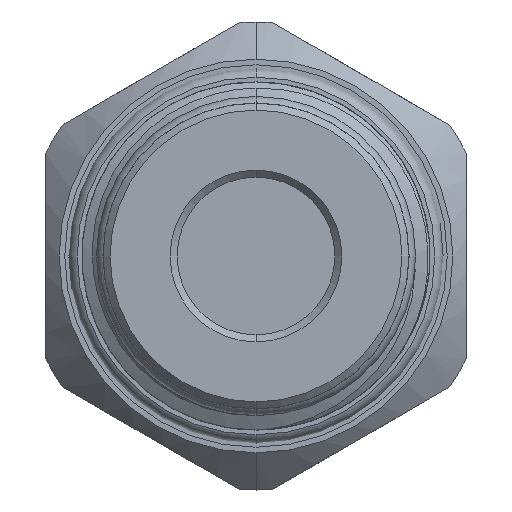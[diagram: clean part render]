
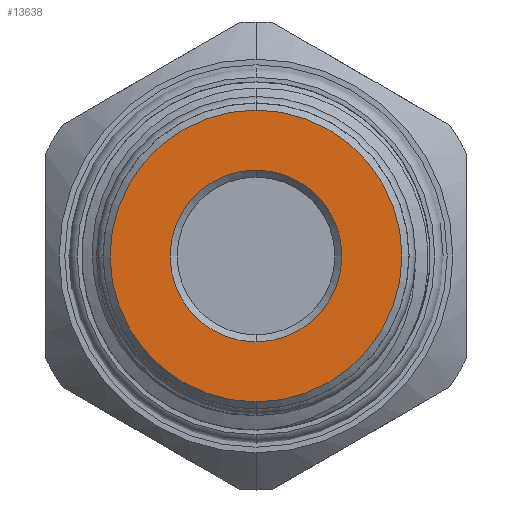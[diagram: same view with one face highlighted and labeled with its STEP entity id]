
A CAD part, left-side view. The second image highlights one B-rep face of the part: STEP entity #13638.
In plain terms, the highlighted planar face has unit normal (-1, 0, 0).
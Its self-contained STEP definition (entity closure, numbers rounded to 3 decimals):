
#297 = VERTEX_POINT ( 'NONE', #7739 ) ;
#399 = CIRCLE ( 'NONE', #10694, 4.9 ) ;
#476 = VERTEX_POINT ( 'NONE', #9605 ) ;
#1419 = FACE_OUTER_BOUND ( 'NONE', #10903, .T. ) ;
#1733 = CIRCLE ( 'NONE', #4269, 8.325 ) ;
#1793 = PLANE ( 'NONE',  #5171 ) ;
#2385 = EDGE_LOOP ( 'NONE', ( #3474, #13926 ) ) ;
#2795 = EDGE_CURVE ( 'NONE', #10813, #476, #1733, .T. ) ;
#2817 = FACE_BOUND ( 'NONE', #2385, .T. ) ;
#3098 = VERTEX_POINT ( 'NONE', #7021 ) ;
#3474 = ORIENTED_EDGE ( 'NONE', *, *, #9723, .T. ) ;
#3626 = DIRECTION ( 'NONE',  ( 0., 0., 1. ) ) ;
#3961 = CARTESIAN_POINT ( 'NONE',  ( -73.054, 0., -8.325 ) ) ;
#4269 = AXIS2_PLACEMENT_3D ( 'NONE', #9170, #11340, #3626 ) ;
#4965 = CIRCLE ( 'NONE', #12448, 8.325 ) ;
#5171 = AXIS2_PLACEMENT_3D ( 'NONE', #8561, #6242, #12892 ) ;
#5172 = DIRECTION ( 'NONE',  ( 1., 0., 0. ) ) ;
#5182 = ORIENTED_EDGE ( 'NONE', *, *, #2795, .T. ) ;
#5425 = DIRECTION ( 'NONE',  ( 0., 0., 1. ) ) ;
#5465 = DIRECTION ( 'NONE',  ( 0., 0., -1. ) ) ;
#6242 = DIRECTION ( 'NONE',  ( 1., 0., 0. ) ) ;
#7021 = CARTESIAN_POINT ( 'NONE',  ( -73.054, 0., -4.9 ) ) ;
#7571 = AXIS2_PLACEMENT_3D ( 'NONE', #13029, #5172, #10767 ) ;
#7697 = CIRCLE ( 'NONE', #7571, 4.9 ) ;
#7702 = CARTESIAN_POINT ( 'NONE',  ( -73.054, 0., 0. ) ) ;
#7739 = CARTESIAN_POINT ( 'NONE',  ( -73.054, 0., 4.9 ) ) ;
#8561 = CARTESIAN_POINT ( 'NONE',  ( -73.054, 0., 0. ) ) ;
#9170 = CARTESIAN_POINT ( 'NONE',  ( -73.054, 0., 0. ) ) ;
#9282 = EDGE_CURVE ( 'NONE', #476, #10813, #4965, .T. ) ;
#9605 = CARTESIAN_POINT ( 'NONE',  ( -73.054, 0., 8.325 ) ) ;
#9723 = EDGE_CURVE ( 'NONE', #297, #3098, #399, .T. ) ;
#10694 = AXIS2_PLACEMENT_3D ( 'NONE', #7702, #13049, #5465 ) ;
#10767 = DIRECTION ( 'NONE',  ( 0., 0., -1. ) ) ;
#10813 = VERTEX_POINT ( 'NONE', #3961 ) ;
#10903 = EDGE_LOOP ( 'NONE', ( #5182, #12236 ) ) ;
#11340 = DIRECTION ( 'NONE',  ( -1., 0., 0. ) ) ;
#11423 = EDGE_CURVE ( 'NONE', #3098, #297, #7697, .T. ) ;
#12044 = DIRECTION ( 'NONE',  ( -1., 0., 0. ) ) ;
#12236 = ORIENTED_EDGE ( 'NONE', *, *, #9282, .T. ) ;
#12448 = AXIS2_PLACEMENT_3D ( 'NONE', #14299, #12044, #5425 ) ;
#12892 = DIRECTION ( 'NONE',  ( 0., 0., -1. ) ) ;
#13029 = CARTESIAN_POINT ( 'NONE',  ( -73.054, 0., 0. ) ) ;
#13049 = DIRECTION ( 'NONE',  ( 1., 0., 0. ) ) ;
#13638 = ADVANCED_FACE ( 'NONE', ( #2817, #1419 ), #1793, .F. ) ;
#13926 = ORIENTED_EDGE ( 'NONE', *, *, #11423, .T. ) ;
#14299 = CARTESIAN_POINT ( 'NONE',  ( -73.054, 0., 0. ) ) ;
